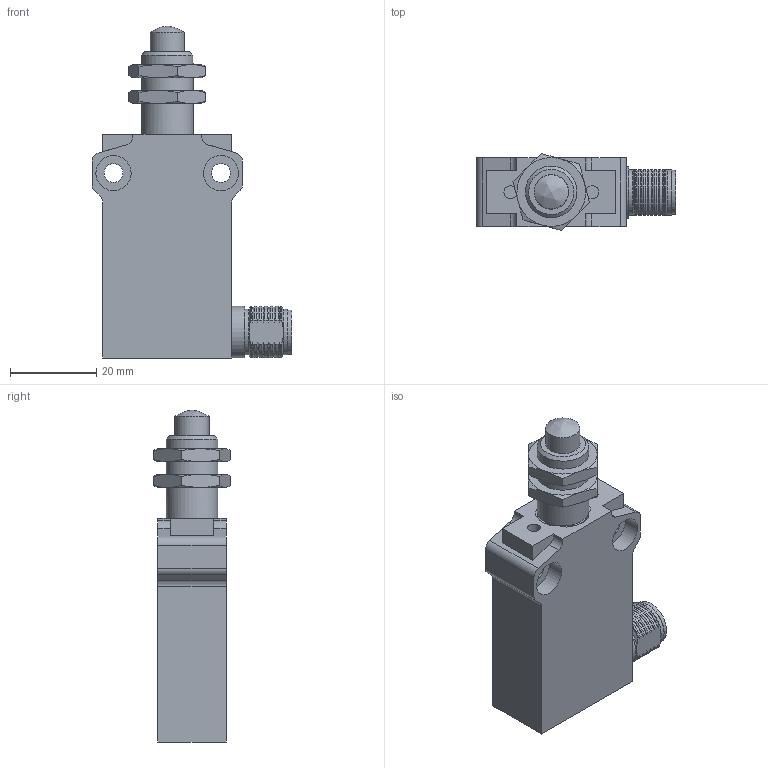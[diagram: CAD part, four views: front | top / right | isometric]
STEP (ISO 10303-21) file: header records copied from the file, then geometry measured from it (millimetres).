
FILE_DESCRIPTION (( 'STEP AP214' ), '1' );
FILE_NAME ('AEM2G2101Z11MR.STEP', '2020-05-21T13:03:07', ( '' ), ( '' ), 'SwSTEP 2.0', 'SolidWorks 2019', '' );
FILE_SCHEMA (( 'AUTOMOTIVE_DESIGN' ));
Length unit declared in the file: inch
Products named in the file (1): AEM2G2101Z11MR
Bounding box: 46.5 x 17.88 x 77.2 mm (x, y, z)
Volume: 28527.7 mm3; surface area: 10859.4 mm2
Topology: 6 solids, 6 shells, 174 faces, 422 edges, 270 vertices
Faces by surface type: plane 67, cone 57, cylinder 49, bspline 1
Full cylindrical faces by diameter (mm): 3 x2, 4.4 x2, 7.95 x1, 8.05 x1, 8.2 x4, 10.3 x1, 10.6 x2, 12 x4
Entity records: 7562 total; most frequent: CARTESIAN_POINT 1292, ORIENTED_EDGE 804, DIRECTION 782, EDGE_CURVE 402, AXIS2_PLACEMENT_3D 318, VERTEX_POINT 268, EDGE_LOOP 210, FACE_OUTER_BOUND 191
